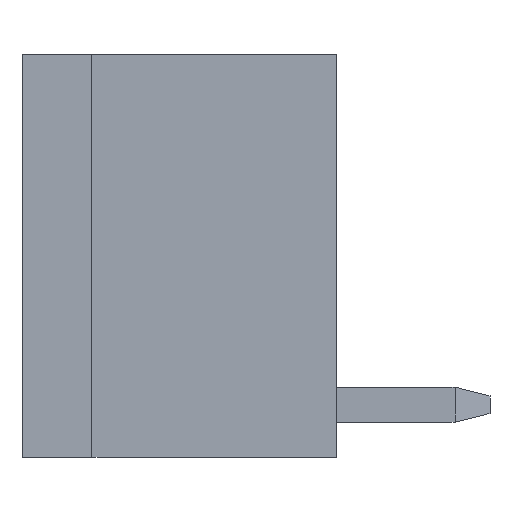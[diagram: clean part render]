
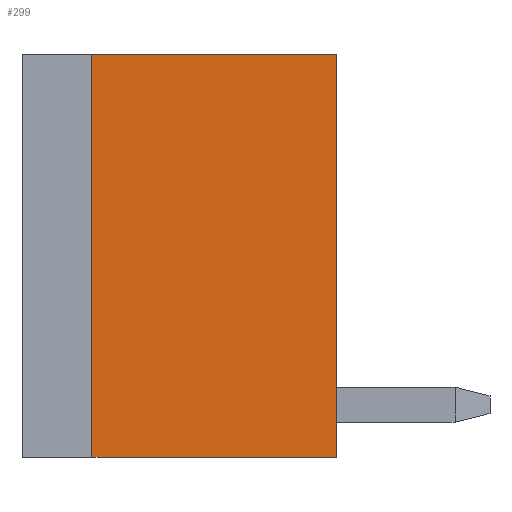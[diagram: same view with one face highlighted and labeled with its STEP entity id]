
A CAD part, left-side view. The second image highlights one B-rep face of the part: STEP entity #299.
In plain terms, the highlighted planar face has unit normal (-1, 0, 0).
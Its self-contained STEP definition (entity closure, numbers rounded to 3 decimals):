
#299 = ADVANCED_FACE( '', ( #709 ), #710, .F. );
#709 = FACE_OUTER_BOUND( '', #1282, .T. );
#710 = PLANE( '', #1283 );
#1282 = EDGE_LOOP( '', ( #1865, #1866, #1867, #1868 ) );
#1283 = AXIS2_PLACEMENT_3D( '', #1869, #1870, #1871 );
#1865 = ORIENTED_EDGE( '', *, *, #3495, .F. );
#1866 = ORIENTED_EDGE( '', *, *, #3496, .T. );
#1867 = ORIENTED_EDGE( '', *, *, #3497, .F. );
#1868 = ORIENTED_EDGE( '', *, *, #3498, .F. );
#1869 = CARTESIAN_POINT( '', ( -10.4, 0., 0. ) );
#1870 = DIRECTION( '', ( 1., 0., 0. ) );
#1871 = DIRECTION( '', ( 0., 0., -1. ) );
#3495 = EDGE_CURVE( '', #4158, #4159, #4160, .T. );
#3496 = EDGE_CURVE( '', #4158, #4161, #4162, .T. );
#3497 = EDGE_CURVE( '', #4163, #4161, #4164, .T. );
#3498 = EDGE_CURVE( '', #4159, #4163, #4165, .T. );
#4158 = VERTEX_POINT( '', #5132 );
#4159 = VERTEX_POINT( '', #5133 );
#4160 = LINE( '', #5134, #5135 );
#4161 = VERTEX_POINT( '', #5136 );
#4162 = LINE( '', #5137, #5138 );
#4163 = VERTEX_POINT( '', #5139 );
#4164 = LINE( '', #5140, #5141 );
#4165 = LINE( '', #5142, #5143 );
#5132 = CARTESIAN_POINT( '', ( -10.4, 2., 4.6 ) );
#5133 = CARTESIAN_POINT( '', ( -10.4, -3.6, 4.6 ) );
#5134 = CARTESIAN_POINT( '', ( -10.4, 3.6, 4.6 ) );
#5135 = VECTOR( '', #6737, 1000. );
#5136 = CARTESIAN_POINT( '', ( -10.4, 2., -4.6 ) );
#5137 = CARTESIAN_POINT( '', ( -10.4, 2., 0. ) );
#5138 = VECTOR( '', #6738, 1000. );
#5139 = CARTESIAN_POINT( '', ( -10.4, -3.6, -4.6 ) );
#5140 = CARTESIAN_POINT( '', ( -10.4, -3.6, -4.6 ) );
#5141 = VECTOR( '', #6739, 1000. );
#5142 = CARTESIAN_POINT( '', ( -10.4, -3.6, 4.6 ) );
#5143 = VECTOR( '', #6740, 1000. );
#6737 = DIRECTION( '', ( 0., -1., 0. ) );
#6738 = DIRECTION( '', ( 0., 0., -1. ) );
#6739 = DIRECTION( '', ( 0., 1., 0. ) );
#6740 = DIRECTION( '', ( 0., 0., -1. ) );
